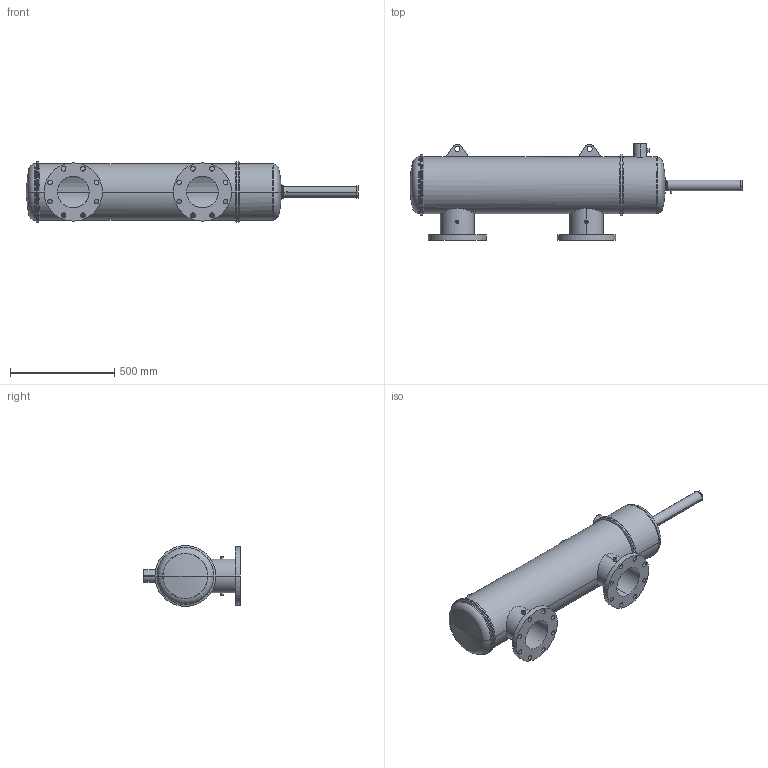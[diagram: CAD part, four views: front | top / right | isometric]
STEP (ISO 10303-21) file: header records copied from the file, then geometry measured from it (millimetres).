
FILE_DESCRIPTION (( 'STEP AP203' ), '1' );
FILE_NAME ('B6-180C.STEP', '2020-07-26T13:11:06', ( '' ), ( '' ), 'SwSTEP 2.0', 'SolidWorks 2017', '' );
FILE_SCHEMA (( 'CONFIG_CONTROL_DESIGN' ));
Length unit declared in the file: inch
Products named in the file (1): B6-180C
Bounding box: 1593.15 x 463.55 x 292.1 mm (x, y, z)
Volume: 8821953.5 mm3; surface area: 2811469.9 mm2
Topology: 6 solids, 6 shells, 178 faces, 456 edges, 290 vertices
Faces by surface type: cylinder 102, plane 42, torus 16, cone 14, sphere 4
Entity records: 7473 total; most frequent: CARTESIAN_POINT 2917, DIRECTION 954, ORIENTED_EDGE 912, EDGE_CURVE 456, AXIS2_PLACEMENT_3D 387, VERTEX_POINT 290, EDGE_LOOP 240, CIRCLE 208
